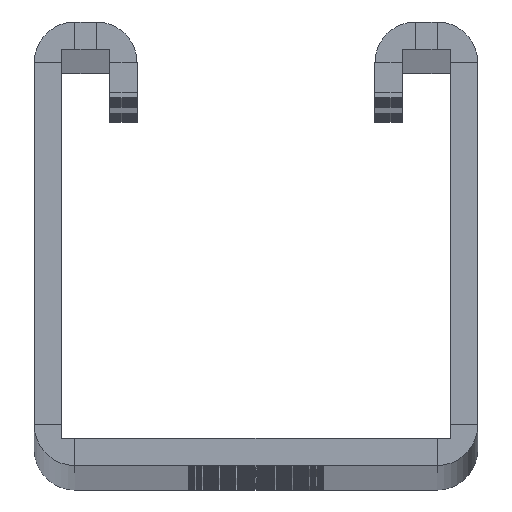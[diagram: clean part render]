
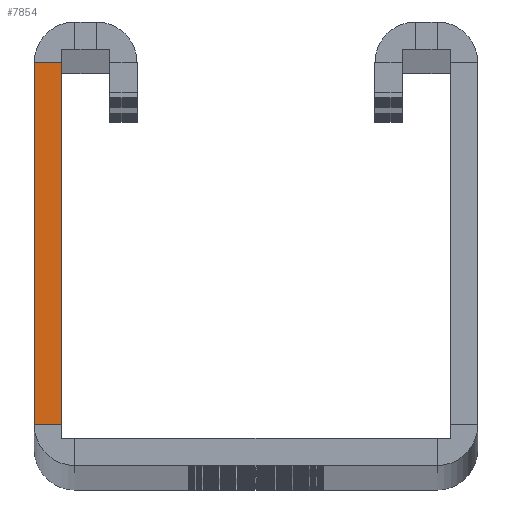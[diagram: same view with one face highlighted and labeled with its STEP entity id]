
A CAD part, top view. The second image highlights one B-rep face of the part: STEP entity #7854.
In plain terms, the highlighted planar face has unit normal (0, 0, 1).
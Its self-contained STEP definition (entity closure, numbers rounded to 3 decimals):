
#1233 = VERTEX_POINT ( 'NONE', #20754 ) ;
#2933 = ORIENTED_EDGE ( 'NONE', *, *, #33621, .T. ) ;
#3433 = FACE_OUTER_BOUND ( 'NONE', #32920, .T. ) ;
#3667 = DIRECTION ( 'NONE',  ( -1., 0., 0. ) ) ;
#5177 = LINE ( 'NONE', #24026, #30254 ) ;
#5249 = LINE ( 'NONE', #49896, #40556 ) ;
#6638 = PLANE ( 'NONE',  #52446 ) ;
#7507 = VERTEX_POINT ( 'NONE', #53191 ) ;
#7854 = ADVANCED_FACE ( 'NONE', ( #3433 ), #6638, .T. ) ;
#9893 = CARTESIAN_POINT ( 'NONE',  ( -20.5, 3.75, 0. ) ) ;
#12000 = ORIENTED_EDGE ( 'NONE', *, *, #15658, .T. ) ;
#12304 = VECTOR ( 'NONE', #63883, 1000. ) ;
#15658 = EDGE_CURVE ( 'NONE', #7507, #62143, #34155, .T. ) ;
#18758 = DIRECTION ( 'NONE',  ( 0., 1., 0. ) ) ;
#20754 = CARTESIAN_POINT ( 'NONE',  ( -18., 3.75, 0. ) ) ;
#24026 = CARTESIAN_POINT ( 'NONE',  ( -20.5, 0., 0. ) ) ;
#26182 = ORIENTED_EDGE ( 'NONE', *, *, #28881, .T. ) ;
#27880 = CARTESIAN_POINT ( 'NONE',  ( -18., 0., 0. ) ) ;
#28881 = EDGE_CURVE ( 'NONE', #41786, #1233, #5249, .T. ) ;
#30254 = VECTOR ( 'NONE', #18758, 1000. ) ;
#30382 = LINE ( 'NONE', #27880, #12304 ) ;
#30960 = DIRECTION ( 'NONE',  ( 0., 0., 1. ) ) ;
#32920 = EDGE_LOOP ( 'NONE', ( #59497, #26182, #2933, #12000 ) ) ;
#33621 = EDGE_CURVE ( 'NONE', #1233, #7507, #30382, .T. ) ;
#34155 = LINE ( 'NONE', #37863, #39647 ) ;
#34763 = EDGE_CURVE ( 'NONE', #41786, #62143, #5177, .T. ) ;
#37863 = CARTESIAN_POINT ( 'NONE',  ( -18., 37.25, 0. ) ) ;
#39647 = VECTOR ( 'NONE', #3667, 1000. ) ;
#40556 = VECTOR ( 'NONE', #65037, 1000. ) ;
#41302 = CARTESIAN_POINT ( 'NONE',  ( -16.75, 2.5, 0. ) ) ;
#41786 = VERTEX_POINT ( 'NONE', #9893 ) ;
#42426 = CARTESIAN_POINT ( 'NONE',  ( -20.5, 37.25, 0. ) ) ;
#46544 = DIRECTION ( 'NONE',  ( 1., 0., 0. ) ) ;
#49896 = CARTESIAN_POINT ( 'NONE',  ( -20.5, 3.75, 0. ) ) ;
#52446 = AXIS2_PLACEMENT_3D ( 'NONE', #41302, #30960, #46544 ) ;
#53191 = CARTESIAN_POINT ( 'NONE',  ( -18., 37.25, 0. ) ) ;
#59497 = ORIENTED_EDGE ( 'NONE', *, *, #34763, .F. ) ;
#62143 = VERTEX_POINT ( 'NONE', #42426 ) ;
#63883 = DIRECTION ( 'NONE',  ( 0., 1., 0. ) ) ;
#65037 = DIRECTION ( 'NONE',  ( 1., 0., 0. ) ) ;
